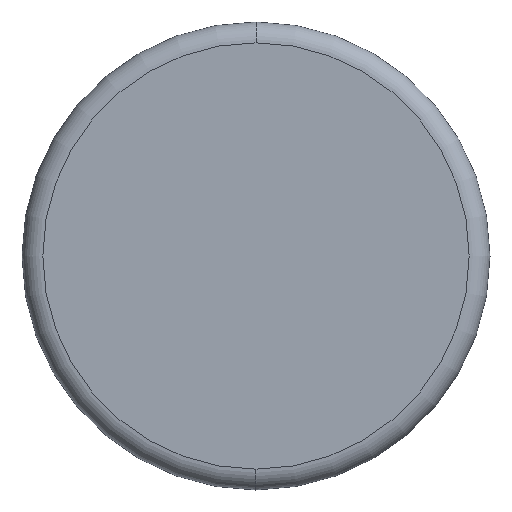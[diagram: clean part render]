
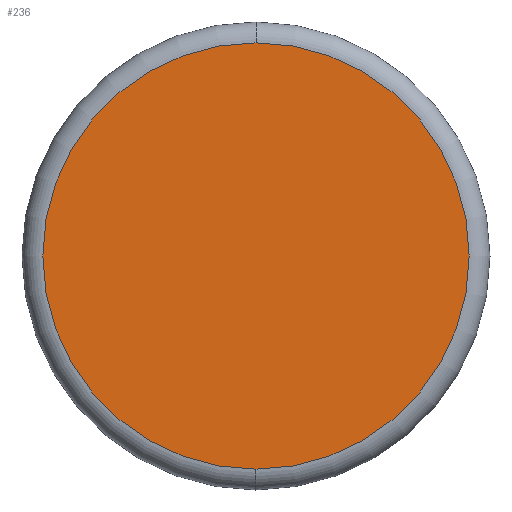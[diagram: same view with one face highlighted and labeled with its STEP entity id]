
A CAD part, left-side view. The second image highlights one B-rep face of the part: STEP entity #236.
In plain terms, the highlighted planar face has unit normal (-1, 0, 0).
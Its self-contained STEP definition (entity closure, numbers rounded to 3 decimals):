
#16 = EDGE_CURVE ( 'NONE', #252, #336, #27, .T. ) ;
#23 = FACE_OUTER_BOUND ( 'NONE', #310, .T. ) ;
#27 = CIRCLE ( 'NONE', #214, 15.35 ) ;
#35 = ORIENTED_EDGE ( 'NONE', *, *, #186, .T. ) ;
#40 = DIRECTION ( 'NONE',  ( 0., 0., 1. ) ) ;
#44 = CARTESIAN_POINT ( 'NONE',  ( -3., 0., 15.35 ) ) ;
#50 = CARTESIAN_POINT ( 'NONE',  ( -3., 0., 0. ) ) ;
#72 = DIRECTION ( 'NONE',  ( 1., 0., 0. ) ) ;
#75 = DIRECTION ( 'NONE',  ( 0., 0., 1. ) ) ;
#175 = CARTESIAN_POINT ( 'NONE',  ( -3., 0., 0. ) ) ;
#186 = EDGE_CURVE ( 'NONE', #336, #252, #274, .T. ) ;
#188 = AXIS2_PLACEMENT_3D ( 'NONE', #50, #245, #75 ) ;
#212 = DIRECTION ( 'NONE',  ( 0., 0., -1. ) ) ;
#214 = AXIS2_PLACEMENT_3D ( 'NONE', #175, #315, #40 ) ;
#228 = ORIENTED_EDGE ( 'NONE', *, *, #16, .T. ) ;
#236 = ADVANCED_FACE ( 'NONE', ( #23 ), #324, .F. ) ;
#245 = DIRECTION ( 'NONE',  ( -1., 0., 0. ) ) ;
#252 = VERTEX_POINT ( 'NONE', #44 ) ;
#274 = CIRCLE ( 'NONE', #188, 15.35 ) ;
#303 = CARTESIAN_POINT ( 'NONE',  ( -3., 0., -15.35 ) ) ;
#310 = EDGE_LOOP ( 'NONE', ( #228, #35 ) ) ;
#315 = DIRECTION ( 'NONE',  ( -1., 0., 0. ) ) ;
#324 = PLANE ( 'NONE',  #330 ) ;
#328 = CARTESIAN_POINT ( 'NONE',  ( -3., 15.35, 0. ) ) ;
#330 = AXIS2_PLACEMENT_3D ( 'NONE', #328, #72, #212 ) ;
#336 = VERTEX_POINT ( 'NONE', #303 ) ;
